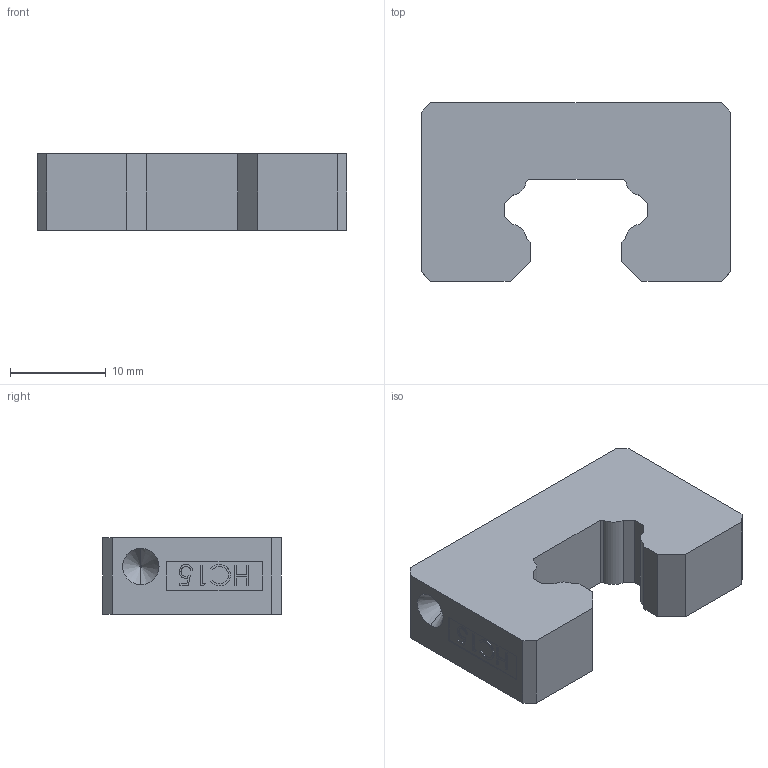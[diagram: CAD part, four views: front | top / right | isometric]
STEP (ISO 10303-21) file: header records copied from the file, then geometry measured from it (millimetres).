
FILE_DESCRIPTION (( 'STEP AP214' ), '1' );
FILE_NAME ('HGW15CC2.STEP', '2019-04-28T23:06:07', ( '' ), ( '' ), 'SwSTEP 2.0', 'SolidWorks 2019', '' );
FILE_SCHEMA (( 'AUTOMOTIVE_DESIGN' ));
Length unit declared in the file: millimetre
Products named in the file (1): HGW15CC2
Bounding box: 32.4 x 18.7 x 8 mm (x, y, z)
Volume: 3786 mm3; surface area: 1976.9 mm2
Topology: 1 solids, 1 shells, 93 faces, 249 edges, 166 vertices
Faces by surface type: plane 68, bspline 17, cone 4, cylinder 4
Entity records: 3903 total; most frequent: CARTESIAN_POINT 1638, ORIENTED_EDGE 498, DIRECTION 385, EDGE_CURVE 249, LINE 199, VECTOR 199, VERTEX_POINT 166, EDGE_LOOP 101
